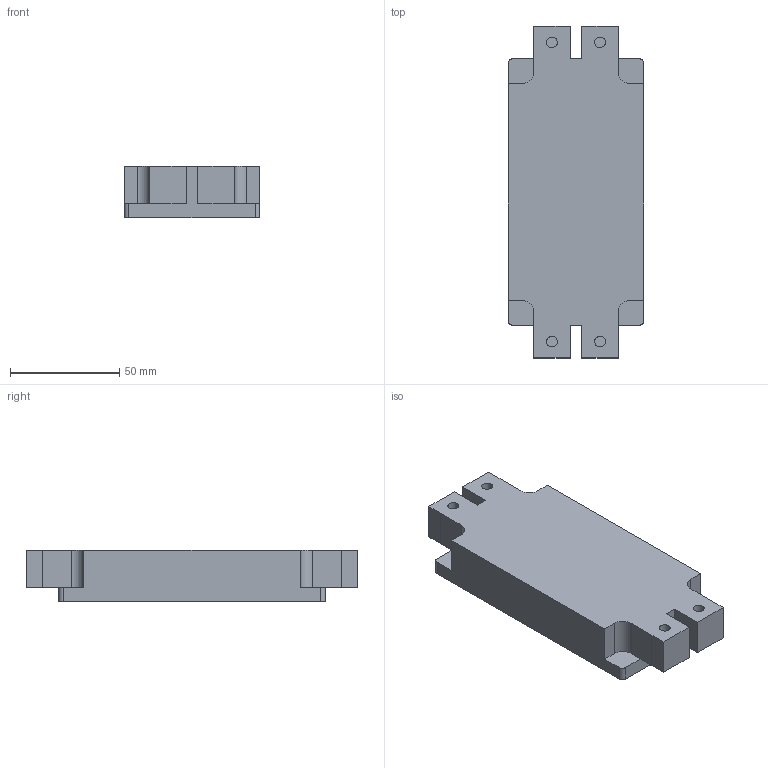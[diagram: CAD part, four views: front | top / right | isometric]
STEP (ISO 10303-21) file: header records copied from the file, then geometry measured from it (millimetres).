
FILE_DESCRIPTION(('CATIA V5 STEP Exchange'),'2;1');
FILE_NAME('INFINEON_FF600R06ME3.stp','2017-02-08T17:17:53+00:00',('none'),('none'),'CATIA Version 5 Release 20 GA (IN-10)','CATIA V5 STEP AP203','none');
FILE_SCHEMA(('CONFIG_CONTROL_DESIGN'));
Length unit declared in the file: millimetre
Products named in the file (1): INFINEON_FF600R06ME3
Bounding box: 62 x 152 x 23.5 mm (x, y, z)
Volume: 185275.7 mm3; surface area: 28236.2 mm2
Topology: 1 solids, 1 shells, 54 faces, 140 edges, 92 vertices
Faces by surface type: plane 38, cylinder 16
Entity records: 1524 total; most frequent: ORIENTED_EDGE 280, CARTESIAN_POINT 261, DIRECTION 196, EDGE_CURVE 140, VECTOR 108, LINE 108, VERTEX_POINT 92, AXIS2_PLACEMENT_3D 61
